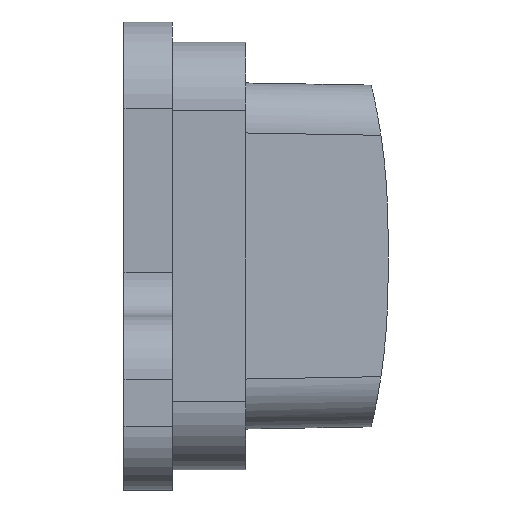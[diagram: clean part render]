
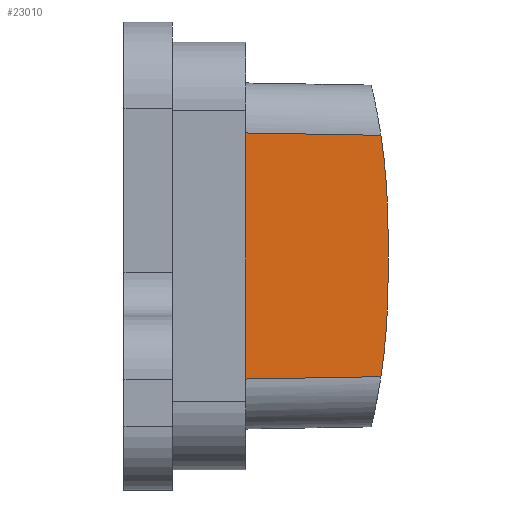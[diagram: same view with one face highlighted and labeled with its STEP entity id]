
A CAD part, left-side view. The second image highlights one B-rep face of the part: STEP entity #23010.
In plain terms, the highlighted planar face has unit normal (-0.999, -0.035, 0).
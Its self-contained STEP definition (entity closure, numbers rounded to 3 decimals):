
#2960=CARTESIAN_POINT('',(24.457,-7.501,19.406));
#2970=VERTEX_POINT('',#2960);
#3000=CARTESIAN_POINT('',(24.457,-7.501,0.));
#3010=DIRECTION('',(0.,0.,-1.));
#3020=VECTOR('',#3010,1.);
#3030=LINE('',#3000,#3020);
#3040=CARTESIAN_POINT('',(24.457,-7.501,-12.563))
;
#3050=VERTEX_POINT('',#3040);
#3060=EDGE_CURVE('',#2970,#3050,#3030,.T.);
#8450=CARTESIAN_POINT('',(25.071,-25.079,
19.099));
#8460=VERTEX_POINT('',#8450);
#8490=CARTESIAN_POINT('',(24.203,-0.227,
19.533));
#8500=DIRECTION('',(-0.035,0.999,
0.017));
#8510=VECTOR('',#8500,1.);
#8520=LINE('',#8490,#8510);
#8530=EDGE_CURVE('',#8460,#2970,#8520,.T.);
#13900=CARTESIAN_POINT('',(25.103,-26.001,
6.821));
#13910=VERTEX_POINT('',#13900);
#14080=CARTESIAN_POINT('',(25.103,-26.001,
0.021));
#14090=VERTEX_POINT('',#14080);
#14120=CARTESIAN_POINT('',(25.103,-26.001,0.));
#14130=DIRECTION('',(-0.,0.,1.));
#14140=VECTOR('',#14130,1.);
#14150=LINE('',#14120,#14140);
#14160=EDGE_CURVE('',#14090,#13910,#14150,.T.);
#16870=CARTESIAN_POINT('',(25.071,-25.079,
-12.256));
#16880=VERTEX_POINT('',#16870);
#16910=CARTESIAN_POINT('',(22.24,55.999,
0.));
#16920=DIRECTION('',(-0.999,-0.035,-0.));
#16930=DIRECTION('',(-0.035,0.999,0.));
#16940=AXIS2_PLACEMENT_3D('',#16910,#16920,#16930);
#16950=ELLIPSE('',#16940,82.05,82.);
#16960=EDGE_CURVE('',#16880,#14090,#16950,.T.);
#22070=CARTESIAN_POINT('',(22.24,55.999,
6.842));
#22080=DIRECTION('',(-0.999,-0.035,-0.));
#22090=DIRECTION('',(-0.035,0.999,0.));
#22100=AXIS2_PLACEMENT_3D('',#22070,#22080,#22090);
#22110=ELLIPSE('',#22100,82.05,82.);
#22120=EDGE_CURVE('',#13910,#8460,#22110,.T.);
#22710=CARTESIAN_POINT('',(24.203,-0.227,
-12.69));
#22720=DIRECTION('',(0.035,-0.999,
0.017));
#22730=VECTOR('',#22720,1.);
#22740=LINE('',#22710,#22730);
#22750=EDGE_CURVE('',#3050,#16880,#22740,.T.);
#22880=CARTESIAN_POINT('',(25.006,-23.223,
20.491));
#22890=DIRECTION('',(-0.999,-0.035,-0.));
#22900=DIRECTION('',(-0.035,0.999,0.));
#22910=AXIS2_PLACEMENT_3D('',#22880,#22890,#22900);
#22920=PLANE('',#22910);
#22930=ORIENTED_EDGE('',*,*,#16960,.T.);
#22940=ORIENTED_EDGE('',*,*,#22750,.T.);
#22950=ORIENTED_EDGE('',*,*,#3060,.T.);
#22960=ORIENTED_EDGE('',*,*,#8530,.T.);
#22970=ORIENTED_EDGE('',*,*,#22120,.T.);
#22980=ORIENTED_EDGE('',*,*,#14160,.T.);
#22990=EDGE_LOOP('',(#22980,#22970,#22960,#22950,#22940,#22930));
#23000=FACE_OUTER_BOUND('',#22990,.T.);
#23010=ADVANCED_FACE('',(#23000),#22920,.T.);
